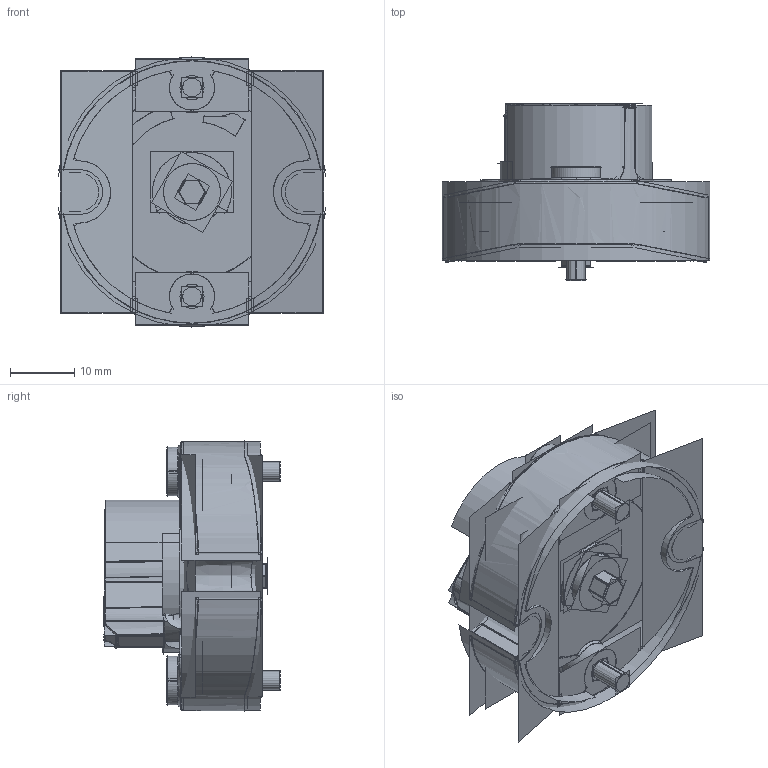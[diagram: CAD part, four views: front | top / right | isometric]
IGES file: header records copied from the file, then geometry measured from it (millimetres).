
Start section:  PTC IGES file: 220715.igs
Global section: file name: 220715.igs; native system: Creo Parametric by PTC Inc.; preprocessor: 2019292; author: PDMAdmin; organization: Unknown; date: 20210419.150432; units: millimetre
Bounding box: 41.62 x 27.53 x 42.01 mm (x, y, z)
Volume: 9810 mm3; surface area: 43802 mm2
Topology: 1 solids, 1 shells, 1812 faces, 9577 edges, 12130 vertices
Faces by surface type: revolution 818, bspline 624, extrusion 370
